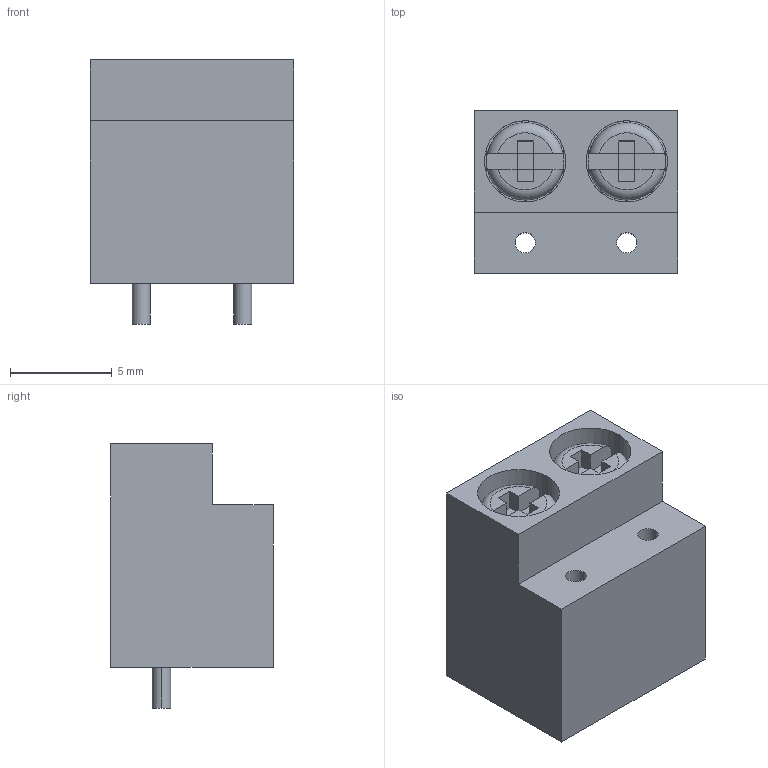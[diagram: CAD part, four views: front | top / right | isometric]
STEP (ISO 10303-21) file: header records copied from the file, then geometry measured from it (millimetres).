
FILE_DESCRIPTION (( 'STEP AP214' ), '1' );
FILE_NAME ('050-2.STEP', '2007-11-27T02:02:38', ( 'Chinese User' ), ( 'Chinese ORG' ), 'SwSTEP 2.0', 'SolidWorks 2004231', '' );
FILE_SCHEMA (( 'AUTOMOTIVE_DESIGN' ));
Length unit declared in the file: millimetre
Products named in the file (1): 050-2
Bounding box: 10 x 8 x 13 mm (x, y, z)
Volume: 674.1 mm3; surface area: 1252.2 mm2
Topology: 1 solids, 1 shells, 128 faces, 314 edges, 188 vertices
Faces by surface type: plane 108, cylinder 16, torus 4
Entity records: 5140 total; most frequent: CARTESIAN_POINT 680, ORIENTED_EDGE 628, DIRECTION 613, EDGE_CURVE 314, LINE 251, VECTOR 251, VERTEX_POINT 188, AXIS2_PLACEMENT_3D 181
